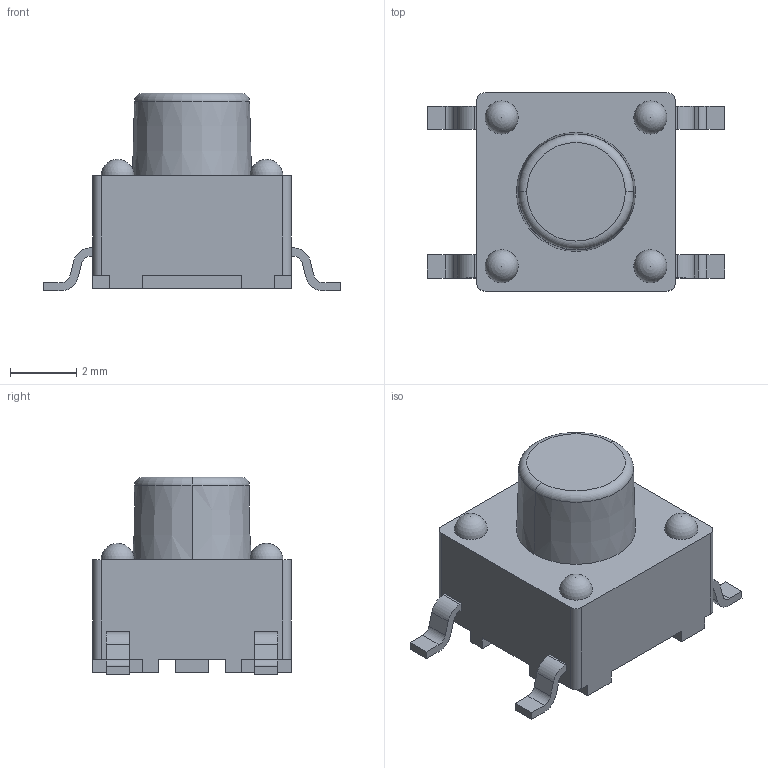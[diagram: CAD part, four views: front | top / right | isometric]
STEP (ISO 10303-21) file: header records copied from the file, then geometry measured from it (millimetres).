
FILE_DESCRIPTION (( 'STEP AP214' ), '1' );
FILE_NAME ('TSW SMD-6x6x6.STEP', '2018-02-01T03:14:07', ( 'Microsoft' ), ( 'Microsoft' ), 'SwSTEP 2.0', 'SolidWorks 2016', '' );
FILE_SCHEMA (( 'AUTOMOTIVE_DESIGN' ));
Length unit declared in the file: millimetre
Products named in the file (4): TSW SMD-6x6x6; LOGOԲ_2; TSW_SMD-6x6x6; 761204792
Assembly tree (3 placements, depth 3):
  TSW SMD-6x6x6
    761204792
      LOGOԲ_2
      TSW_SMD-6x6x6
Bounding box: 9 x 6 x 5.97 mm (x, y, z)
Volume: 140.2 mm3; surface area: 208.2 mm2
Topology: 3 solids, 17 shells, 213 faces, 529 edges, 354 vertices
Faces by surface type: plane 140, cylinder 36, bspline 29, sphere 4, cone 2, torus 2
Entity records: 9038 total; most frequent: CARTESIAN_POINT 1553, ORIENTED_EDGE 1034, DIRECTION 933, EDGE_CURVE 519, LINE 373, VECTOR 373, VERTEX_POINT 348, AXIS2_PLACEMENT_3D 280
